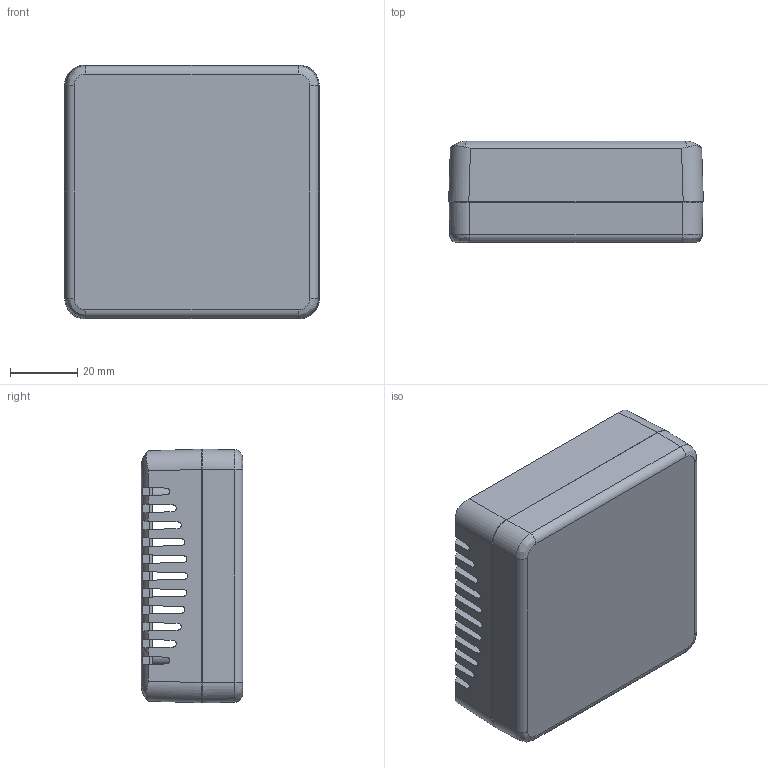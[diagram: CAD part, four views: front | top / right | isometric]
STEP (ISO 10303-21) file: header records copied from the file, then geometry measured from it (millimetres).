
FILE_DESCRIPTION(/* description */ (''),/* implementation_level */ '2;1');
FILE_NAME(/* name */ 'Z123_assembly.stp',/* time_stamp */ '2018-06-04T13:37:21+02:00',/* author */ ('przemyslaw.laczynski'),/* organization */ (''),/* preprocessor_version */ 'ST-DEVELOPER v16.5',/* originating_system */ 'Autodesk Inventor 2017',/* authorisation */ '');
FILE_SCHEMA (('AUTOMOTIVE_DESIGN { 1 0 10303 214 3 1 1 }'));
Length unit declared in the file: millimetre
Products named in the file (3): Z123_assembly; Z123_base; Z123_cover
Assembly tree (2 placements, depth 2):
  Z123_assembly
    Z123_base
    Z123_cover
Bounding box: 75.82 x 30.25 x 75.61 mm (x, y, z)
Volume: 45940.7 mm3; surface area: 42870.5 mm2
Topology: 2 solids, 2 shells, 285 faces, 820 edges, 524 vertices
Faces by surface type: plane 183, cylinder 90, bspline 8, cone 4
Full cylindrical faces by diameter (mm): 1.99 x4, 2.4 x8, 2.8 x4, 3.15 x4, 5.4 x4, 5.45 x4, 6.4 x4
Entity records: 9531 total; most frequent: CARTESIAN_POINT 1924, DIRECTION 1584, ORIENTED_EDGE 1552, EDGE_CURVE 776, AXIS2_PLACEMENT_3D 538, VERTEX_POINT 520, LINE 508, VECTOR 508
